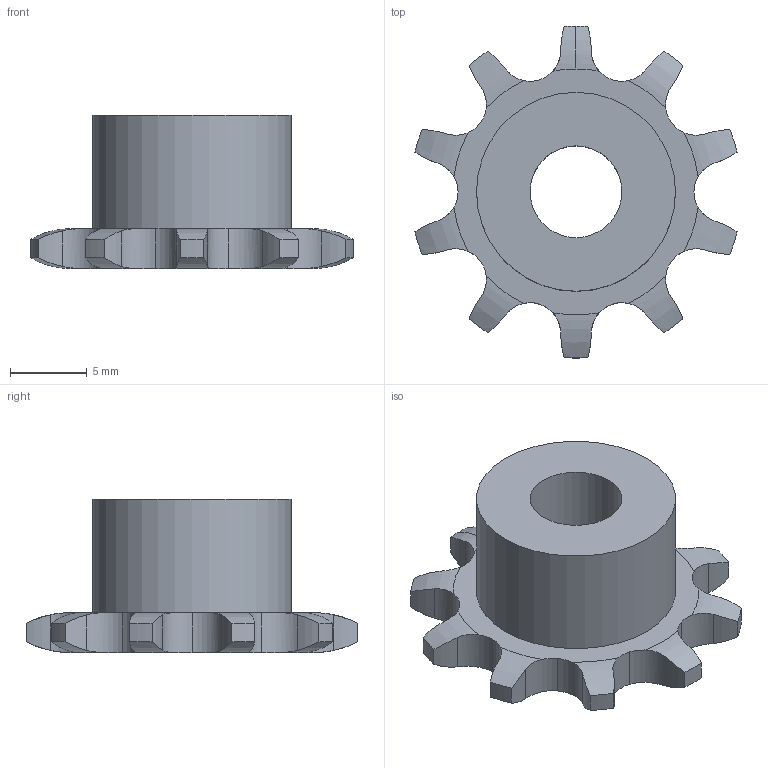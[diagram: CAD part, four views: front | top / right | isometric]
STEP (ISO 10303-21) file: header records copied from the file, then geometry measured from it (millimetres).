
FILE_DESCRIPTION(('FreeCAD Model'),'2;1');
FILE_NAME('Open CASCADE Shape Model','2021-02-25T15:48:40',( 'Simone Bignetti'),(''),'Open CASCADE STEP processor 7.4','FreeCAD', 'Unknown');
FILE_SCHEMA(('AUTOMOTIVE_DESIGN { 1 0 10303 214 1 1 1 1 }'));
Length unit declared in the file: millimetre
Products named in the file (1): Hole
Bounding box: 21.07 x 21.7 x 10 mm (x, y, z)
Volume: 1343.1 mm3; surface area: 1157.8 mm2
Topology: 1 solids, 1 shells, 97 faces, 282 edges, 188 vertices
Faces by surface type: cylinder 52, plane 23, revolution 22
Full cylindrical faces by diameter (mm): 6 x1, 13 x1
Entity records: 9245 total; most frequent: CARTESIAN_POINT 4012, DIRECTION 861, ORIENTED_EDGE 564, PCURVE 564, DEFINITIONAL_REPRESENTATION 564, LINE 430, VECTOR 430, EDGE_CURVE 282
